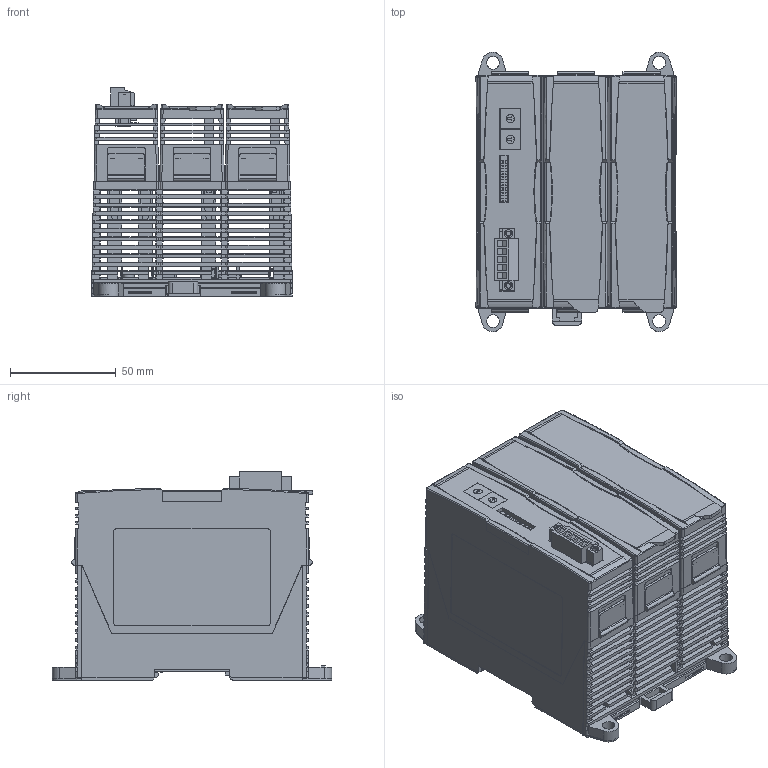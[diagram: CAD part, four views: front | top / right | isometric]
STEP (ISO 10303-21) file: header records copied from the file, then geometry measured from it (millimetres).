
FILE_DESCRIPTION (( 'STEP AP203' ), '1' );
FILE_NAME ('RU-87P2.STEP', '2019-12-20T07:59:14', ( 'Windows 使用者' ), ( '' ), 'SwSTEP 2.0', 'SolidWorks 2019', '' );
FILE_SCHEMA (( 'CONFIG_CONTROL_DESIGN' ));
Length unit declared in the file: millimetre
Products named in the file (17): 滿面板; RU-87P2 面板; 8K_00; 8000-3io-01.sldasm-Part-4; 8kcan面板蓋module_20130306; 5pin有螺絲connecter(1); 雙邊_20130306; 接地鋁片_小; 8port SW; RU-87P2 Module; RU-87P2; 箭頭SW; 8000固定片; 8000-3io-接地鋁片; 8000固定扣; 5pin有法蘭
Assembly tree (31 placements, depth 3):
  RU-87P2
    8000-3io-01.sldasm-Part-4
    接地鋁片_小  x8
    8000-3io-接地鋁片
    RU-87P2 Module
      8kcan面板蓋module_20130306
      RU-87P2 面板
      箭頭SW  x2
      8port SW
      5pin有法蘭
      5pin有螺絲connecter(1)
      8000固定扣  x2
    8000固定片
    8K_00
      雙邊_20130306
      滿面板
      8000固定扣  x2
    8K_00
      雙邊_20130306
      滿面板
      8000固定扣  x2
Bounding box: 94.85 x 131.99 x 98.48 mm (x, y, z)
Volume: 165138.1 mm3; surface area: 204611.7 mm2
Topology: 28 solids, 28 shells, 4376 faces, 13302 edges, 8649 vertices
Faces by surface type: plane 3338, cylinder 839, bspline 190, torus 9
Entity records: 124005 total; most frequent: CARTESIAN_POINT 28437, ORIENTED_EDGE 21698, DIRECTION 16869, EDGE_CURVE 10849, VECTOR 8725, LINE 8725, VERTEX_POINT 7030, AXIS2_PLACEMENT_3D 4072
